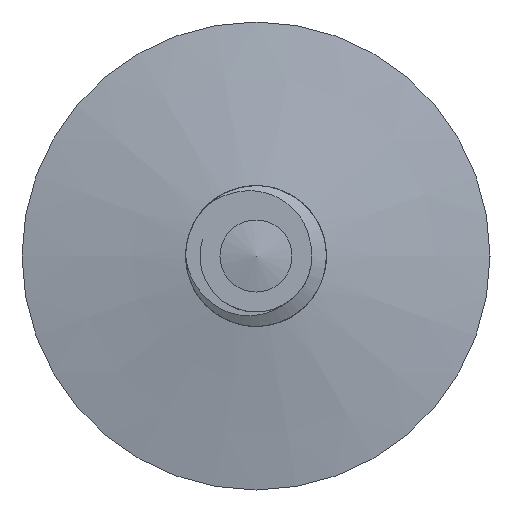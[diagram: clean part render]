
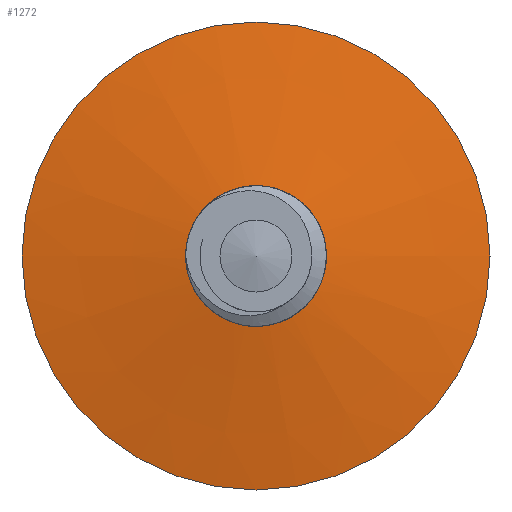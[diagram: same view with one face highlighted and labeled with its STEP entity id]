
A CAD part, left-side view. The second image highlights one B-rep face of the part: STEP entity #1272.
In plain terms, the highlighted conical face has half-angle 80 degrees and reference radius 4.25 mm.
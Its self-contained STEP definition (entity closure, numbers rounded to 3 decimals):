
#32=CONICAL_SURFACE('',#1429,4.25,1.396);
#182=LINE('',#4361,#242);
#242=VECTOR('',#1754,4.25);
#361=FACE_OUTER_BOUND('',#434,.T.);
#434=EDGE_LOOP('',(#1167,#1168,#1169,#1170,#1171,#1172,#1173));
#497=CIRCLE('',#1423,1.954);
#498=CIRCLE('',#1424,1.954);
#500=CIRCLE('',#1428,1.954);
#501=CIRCLE('',#1430,6.5);
#502=CIRCLE('',#1431,6.5);
#626=VERTEX_POINT('',#3767);
#627=VERTEX_POINT('',#3853);
#628=VERTEX_POINT('',#3855);
#630=VERTEX_POINT('',#4357);
#631=VERTEX_POINT('',#4358);
#804=EDGE_CURVE('',#627,#626,#497,.T.);
#805=EDGE_CURVE('',#628,#627,#498,.T.);
#813=EDGE_CURVE('',#626,#628,#500,.T.);
#814=EDGE_CURVE('',#630,#631,#501,.T.);
#815=EDGE_CURVE('',#631,#630,#502,.T.);
#816=EDGE_CURVE('',#631,#627,#182,.T.);
#1167=ORIENTED_EDGE('',*,*,#814,.F.);
#1168=ORIENTED_EDGE('',*,*,#815,.F.);
#1169=ORIENTED_EDGE('',*,*,#816,.T.);
#1170=ORIENTED_EDGE('',*,*,#804,.T.);
#1171=ORIENTED_EDGE('',*,*,#813,.T.);
#1172=ORIENTED_EDGE('',*,*,#805,.T.);
#1173=ORIENTED_EDGE('',*,*,#816,.F.);
#1272=ADVANCED_FACE('',(#361),#32,.T.);
#1423=AXIS2_PLACEMENT_3D('',#3854,#1736,#1737);
#1424=AXIS2_PLACEMENT_3D('',#3856,#1738,#1739);
#1428=AXIS2_PLACEMENT_3D('',#4355,#1746,#1747);
#1429=AXIS2_PLACEMENT_3D('',#4356,#1748,#1749);
#1430=AXIS2_PLACEMENT_3D('',#4359,#1750,#1751);
#1431=AXIS2_PLACEMENT_3D('',#4360,#1752,#1753);
#1736=DIRECTION('center_axis',(1.,0.,0.));
#1737=DIRECTION('ref_axis',(0.,1.,0.));
#1738=DIRECTION('center_axis',(1.,0.,0.));
#1739=DIRECTION('ref_axis',(0.,1.,0.));
#1746=DIRECTION('center_axis',(1.,0.,0.));
#1747=DIRECTION('ref_axis',(0.,1.,0.));
#1748=DIRECTION('center_axis',(1.,0.,0.));
#1749=DIRECTION('ref_axis',(0.,1.,0.));
#1750=DIRECTION('center_axis',(1.,0.,0.));
#1751=DIRECTION('ref_axis',(0.,0.,-1.));
#1752=DIRECTION('center_axis',(1.,0.,0.));
#1753=DIRECTION('ref_axis',(0.,0.,-1.));
#1754=DIRECTION('',(-0.174,0.985,0.));
#3767=CARTESIAN_POINT('',(2.153,1.739,0.892));
#3853=CARTESIAN_POINT('',(2.153,-1.954,0.));
#3854=CARTESIAN_POINT('Origin',(2.153,0.,0.));
#3855=CARTESIAN_POINT('',(2.153,0.599,1.86));
#3856=CARTESIAN_POINT('Origin',(2.153,0.,0.));
#4355=CARTESIAN_POINT('Origin',(2.153,0.,0.));
#4356=CARTESIAN_POINT('Origin',(2.558,0.,0.));
#4357=CARTESIAN_POINT('',(2.954,6.5,0.));
#4358=CARTESIAN_POINT('',(2.954,-6.5,0.));
#4359=CARTESIAN_POINT('Origin',(2.954,0.,0.));
#4360=CARTESIAN_POINT('Origin',(2.954,0.,0.));
#4361=CARTESIAN_POINT('',(2.558,-4.25,0.));
